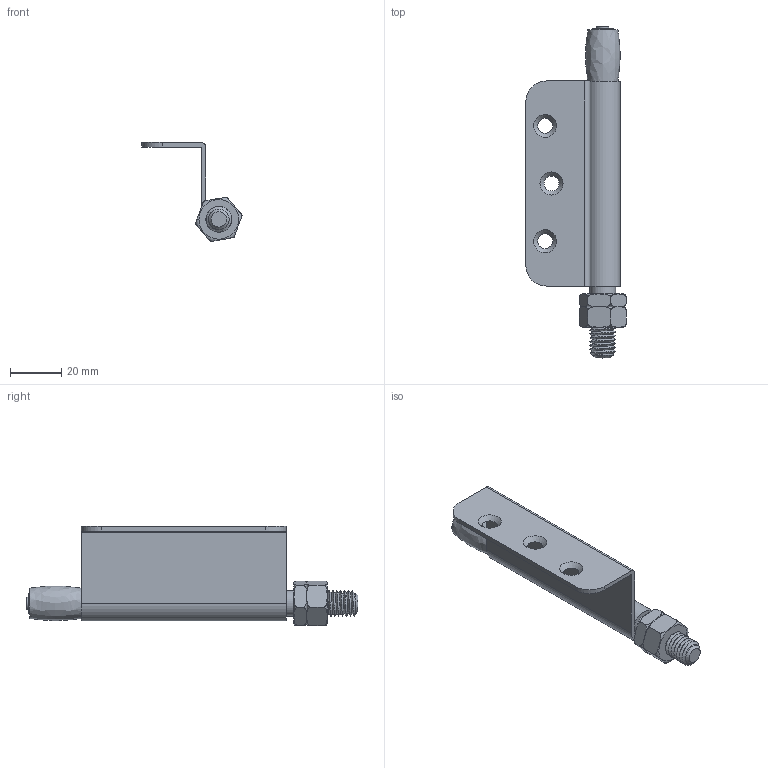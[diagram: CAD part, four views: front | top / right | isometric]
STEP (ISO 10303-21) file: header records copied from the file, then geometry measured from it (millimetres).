
FILE_DESCRIPTION(/* description */ ('Olive Nylon'),/* implementation_level */ '2;1');
FILE_NAME(/* name */ '1104EL.stp',/* time_stamp */ '2016-02-18T14:07:48+01:00',/* author */ ('marc'),/* organization */ (''),/* preprocessor_version */ 'ST-DEVELOPER v15.6',/* originating_system */ 'Autodesk Inventor 2015',/* authorisation */ '');
FILE_SCHEMA (('AUTOMOTIVE_DESIGN { 1 0 10303 214 3 1 1 }'));
Length unit declared in the file: millimetre
Products named in the file (9): 14166; 06010; 06011; 15196 CORPS; 15196 HELICOIDAL; 15196; 15197; 15886; 1104EL
Assembly tree (8 placements, depth 3):
  1104EL
    14166
    06010
    06011
    15196
      15196 CORPS
      15196 HELICOIDAL
    15197
    15886
Bounding box: 39.1 x 129.5 x 38.68 mm (x, y, z)
Volume: 24745 mm3; surface area: 22836.5 mm2
Topology: 7 solids, 7 shells, 70 faces, 157 edges, 104 vertices
Faces by surface type: plane 41, cylinder 17, cone 5, torus 4, bspline 3
Full cylindrical faces by diameter (mm): 4.8 x1, 5 x1, 6 x1, 6.2 x1, 8 x2, 8.376 x2, 9 x1, 10 x1
Entity records: 4213 total; most frequent: CARTESIAN_POINT 2540, DIRECTION 322, ORIENTED_EDGE 264, AXIS2_PLACEMENT_3D 135, EDGE_CURVE 131, EDGE_LOOP 107, VERTEX_POINT 97, FACE_OUTER_BOUND 70
